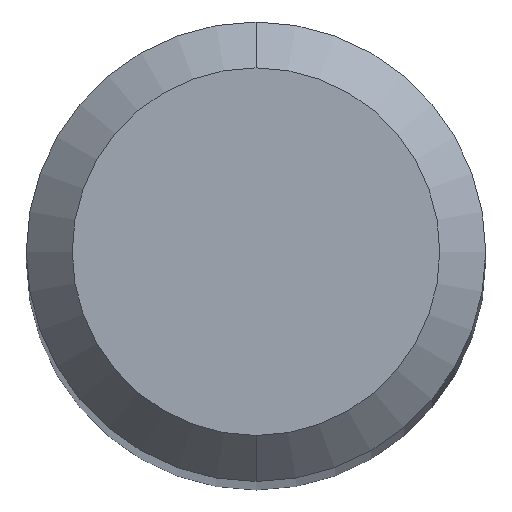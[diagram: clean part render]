
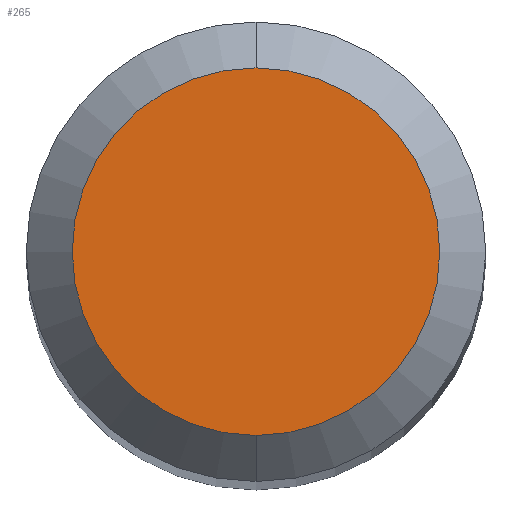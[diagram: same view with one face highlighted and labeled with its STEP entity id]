
A CAD part, top view. The second image highlights one B-rep face of the part: STEP entity #265.
In plain terms, the highlighted planar face has unit normal (0, 0, 1).
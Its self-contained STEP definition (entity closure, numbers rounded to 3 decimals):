
#205=EDGE_CURVE('',#427,#259,#497,.T.);
#259=VERTEX_POINT('',#555);
#265=ADVANCED_FACE('',(#561),#562,.T.);
#317=EDGE_CURVE('',#259,#427,#620,.T.);
#427=VERTEX_POINT('',#745);
#497=CIRCLE('',#883,1.2);
#555=CARTESIAN_POINT('',(0.,-1.2,0.0));
#561=FACE_OUTER_BOUND('',#1000,.T.);
#562=PLANE('',#1001);
#620=CIRCLE('',#1075,1.2);
#745=CARTESIAN_POINT('',(0.0,1.2,0.0));
#883=AXIS2_PLACEMENT_3D('',#1396,#1397,#1398);
#1000=EDGE_LOOP('',(#1465,#1466));
#1001=AXIS2_PLACEMENT_3D('',#1467,#1468,#1469);
#1075=AXIS2_PLACEMENT_3D('',#1532,#1533,#1534);
#1396=CARTESIAN_POINT('',(0.0,0.0,0.0));
#1397=DIRECTION('',(0.0,0.0,-1.0));
#1398=DIRECTION('',(0.0,1.0,0.0));
#1465=ORIENTED_EDGE('',*,*,#205,.F.);
#1466=ORIENTED_EDGE('',*,*,#317,.F.);
#1467=CARTESIAN_POINT('',(0.0,0.6,0.0));
#1468=DIRECTION('',(-0.0,0.0,1.0));
#1469=DIRECTION('',(0.0,-1.0,0.0));
#1532=CARTESIAN_POINT('',(0.0,0.0,0.0));
#1533=DIRECTION('',(0.0,0.0,-1.0));
#1534=DIRECTION('',(0.0,1.0,0.0));
